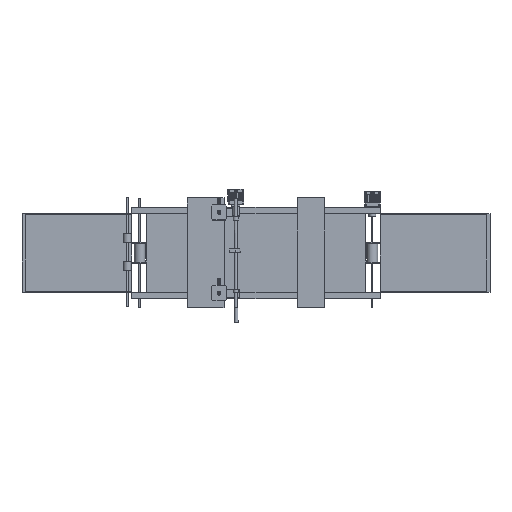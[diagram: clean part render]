
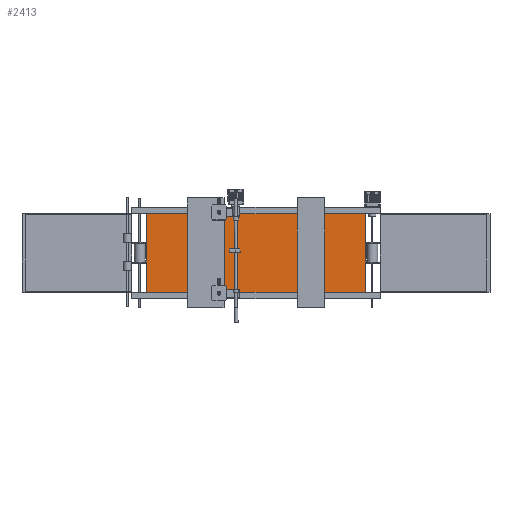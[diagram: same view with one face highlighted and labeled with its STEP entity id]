
A CAD part, top view. The second image highlights one B-rep face of the part: STEP entity #2413.
In plain terms, the highlighted planar face has unit normal (0, 0, 1).
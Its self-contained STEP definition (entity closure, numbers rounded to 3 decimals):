
#2413=ADVANCED_FACE('',(#7397),#7399,.T.);
#7397=FACE_BOUND('',#7398,.T.);
#7398=EDGE_LOOP('',(#12619,#12620,#12621,#12622));
#7399=PLANE('',#7400);
#7400=AXIS2_PLACEMENT_3D('',#7401,#7402,#7403);
#7401=CARTESIAN_POINT('',(0.,0.,10.));
#7402=DIRECTION('',(0.,0.,1.));
#7403=DIRECTION('',(-1.,0.,0.));
#12619=ORIENTED_EDGE('',*,*,#15977,.T.);
#12620=ORIENTED_EDGE('',*,*,#15981,.T.);
#12621=ORIENTED_EDGE('',*,*,#15984,.T.);
#12622=ORIENTED_EDGE('',*,*,#15986,.T.);
#15977=EDGE_CURVE('',#17680,#17678,#17681,.T.);
#15981=EDGE_CURVE('',#17678,#17685,#17687,.T.);
#15984=EDGE_CURVE('',#17685,#17690,#17692,.T.);
#15986=EDGE_CURVE('',#17690,#17680,#17694,.T.);
#17678=VERTEX_POINT('',#20552);
#17680=VERTEX_POINT('',#20556);
#17681=LINE('',#20557,#20558);
#17685=VERTEX_POINT('',#20567);
#17687=LINE('',#20571,#20572);
#17690=VERTEX_POINT('',#20578);
#17692=LINE('',#20582,#20583);
#17694=LINE('',#20588,#20589);
#20552=CARTESIAN_POINT('',(-600.,-215.,10.));
#20556=CARTESIAN_POINT('',(-600.,0.,10.));
#20557=CARTESIAN_POINT('',(-600.,0.,10.));
#20558=VECTOR('',#20559,1.);
#20559=DIRECTION('',(0.,-1.,0.));
#20567=CARTESIAN_POINT('',(0.,-215.,10.));
#20571=CARTESIAN_POINT('',(-600.,-215.,10.));
#20572=VECTOR('',#20573,1.);
#20573=DIRECTION('',(1.,0.,0.));
#20578=CARTESIAN_POINT('',(0.,0.,10.));
#20582=CARTESIAN_POINT('',(0.,-215.,10.));
#20583=VECTOR('',#20584,1.);
#20584=DIRECTION('',(0.,1.,0.));
#20588=CARTESIAN_POINT('',(0.,0.,10.));
#20589=VECTOR('',#20590,1.);
#20590=DIRECTION('',(-1.,0.,0.));
